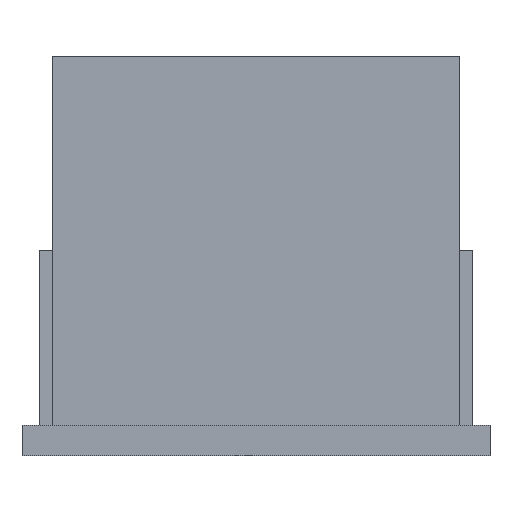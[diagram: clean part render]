
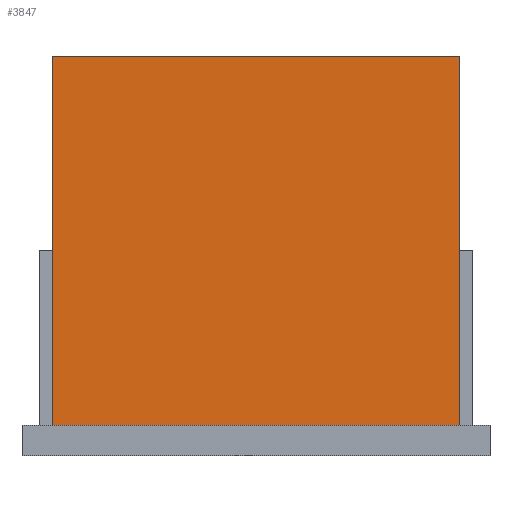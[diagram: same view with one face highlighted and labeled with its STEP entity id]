
A CAD part, front view. The second image highlights one B-rep face of the part: STEP entity #3847.
In plain terms, the highlighted planar face has unit normal (0, -1, 0).
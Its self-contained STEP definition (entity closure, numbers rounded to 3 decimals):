
#1463 = CARTESIAN_POINT ( 'NONE',  ( -10.7, 0., -9.7 ) ) ;
#1464 = DIRECTION ( 'NONE',  ( -1., 0., 0. ) ) ;
#1465 = VECTOR ( 'NONE', #1464, 1000. ) ;
#1466 = CARTESIAN_POINT ( 'NONE',  ( -10.7, 0., -9.7 ) ) ;
#1467 = LINE ( 'NONE', #1466, #1465 ) ;
#1846 = CARTESIAN_POINT ( 'NONE',  ( 0., 0., -9.7 ) ) ;
#1847 = DIRECTION ( 'NONE',  ( 0., 0., -1. ) ) ;
#1848 = VECTOR ( 'NONE', #1847, 1000. ) ;
#1849 = CARTESIAN_POINT ( 'NONE',  ( 0., 0., 0. ) ) ;
#1850 = LINE ( 'NONE', #1849, #1848 ) ;
#1851 = CARTESIAN_POINT ( 'NONE',  ( 0., 0., 0. ) ) ;
#1887 = CARTESIAN_POINT ( 'NONE',  ( -10.7, 0., 0. ) ) ;
#1888 = DIRECTION ( 'NONE',  ( 0., 0., 1. ) ) ;
#1889 = VECTOR ( 'NONE', #1888, 1000. ) ;
#1890 = CARTESIAN_POINT ( 'NONE',  ( -10.7, 0., 0. ) ) ;
#1891 = LINE ( 'NONE', #1890, #1889 ) ;
#2142 = DIRECTION ( 'NONE',  ( -1., 0., 0. ) ) ;
#2143 = DIRECTION ( 'NONE',  ( 0., -1., 0. ) ) ;
#2144 = CARTESIAN_POINT ( 'NONE',  ( -10.7, 0., 0. ) ) ;
#2145 = AXIS2_PLACEMENT_3D ( 'NONE', #2144, #2143, #2142 ) ;
#2146 = PLANE ( 'NONE',  #2145 ) ;
#2161 = FACE_OUTER_BOUND ( 'NONE', #3848, .T. ) ;
#2307 = DIRECTION ( 'NONE',  ( 1., 0., 0. ) ) ;
#2308 = VECTOR ( 'NONE', #2307, 1000. ) ;
#2309 = CARTESIAN_POINT ( 'NONE',  ( -10.7, 0., 0. ) ) ;
#2310 = LINE ( 'NONE', #2309, #2308 ) ;
#3591 = EDGE_CURVE ( 'NONE', #3664, #3592, #1467, .T. ) ;
#3592 = VERTEX_POINT ( 'NONE', #1463 ) ;
#3661 = VERTEX_POINT ( 'NONE', #1851 ) ;
#3663 = EDGE_CURVE ( 'NONE', #3661, #3664, #1850, .T. ) ;
#3664 = VERTEX_POINT ( 'NONE', #1846 ) ;
#3797 = ORIENTED_EDGE ( 'NONE', *, *, #3807, .F. ) ;
#3807 = EDGE_CURVE ( 'NONE', #3592, #3808, #1891, .T. ) ;
#3808 = VERTEX_POINT ( 'NONE', #1887 ) ;
#3811 = ORIENTED_EDGE ( 'NONE', *, *, #3591, .F. ) ;
#3812 = ORIENTED_EDGE ( 'NONE', *, *, #3663, .F. ) ;
#3813 = ORIENTED_EDGE ( 'NONE', *, *, #3904, .F. ) ;
#3847 = ADVANCED_FACE ( 'NONE', ( #2161 ), #2146, .T. ) ;
#3848 = EDGE_LOOP ( 'NONE', ( #3797, #3811, #3812, #3813 ) ) ;
#3904 = EDGE_CURVE ( 'NONE', #3808, #3661, #2310, .T. ) ;
